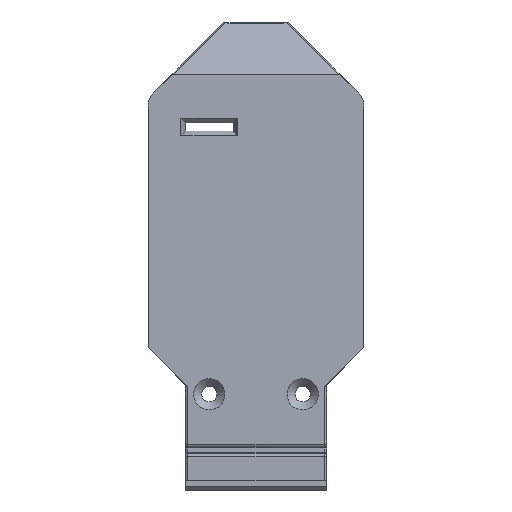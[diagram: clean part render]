
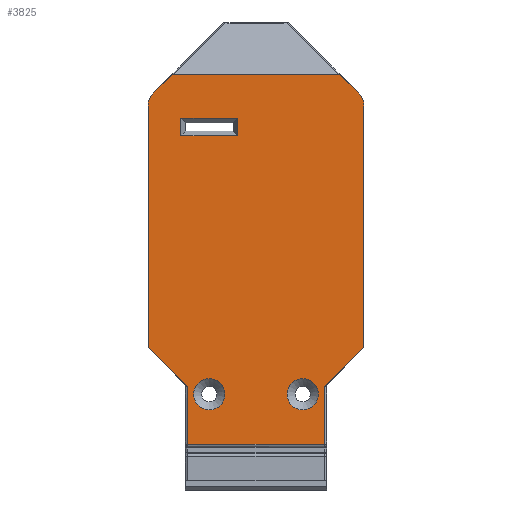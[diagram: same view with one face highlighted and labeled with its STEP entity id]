
A CAD part, front view. The second image highlights one B-rep face of the part: STEP entity #3825.
In plain terms, the highlighted planar face has unit normal (0, -1, 0).
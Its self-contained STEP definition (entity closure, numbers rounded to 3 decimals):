
#229=FACE_BOUND('',#485,.T.);
#230=FACE_BOUND('',#486,.T.);
#231=FACE_BOUND('',#487,.T.);
#247=FACE_OUTER_BOUND('',#484,.T.);
#484=EDGE_LOOP('',(#2544,#2545,#2546,#2547,#2548,#2549,#2550,#2551,#2552,
#2553,#2554,#2555,#2556,#2557));
#485=EDGE_LOOP('',(#2558,#2559,#2560,#2561));
#486=EDGE_LOOP('',(#2562));
#487=EDGE_LOOP('',(#2563));
#739=ELLIPSE('',#4078,0.756,0.5);
#740=ELLIPSE('',#4079,0.756,0.5);
#757=CIRCLE('',#4077,4.);
#758=CIRCLE('',#4080,4.);
#759=CIRCLE('',#4081,3.35);
#760=CIRCLE('',#4082,3.35);
#913=LINE('',#5536,#1254);
#914=LINE('',#5538,#1255);
#915=LINE('',#5540,#1256);
#916=LINE('',#5542,#1257);
#917=LINE('',#5544,#1258);
#918=LINE('',#5546,#1259);
#919=LINE('',#5550,#1260);
#920=LINE('',#5554,#1261);
#921=LINE('',#5558,#1262);
#922=LINE('',#5561,#1263);
#923=LINE('',#5564,#1264);
#924=LINE('',#5566,#1265);
#925=LINE('',#5568,#1266);
#926=LINE('',#5569,#1267);
#1254=VECTOR('',#4451,12.021);
#1255=VECTOR('',#4452,12.25);
#1256=VECTOR('',#4453,29.2);
#1257=VECTOR('',#4454,12.25);
#1258=VECTOR('',#4455,12.021);
#1259=VECTOR('',#4456,51.665);
#1260=VECTOR('',#4459,5.105);
#1261=VECTOR('',#4462,35.429);
#1262=VECTOR('',#4465,5.105);
#1263=VECTOR('',#4468,51.665);
#1264=VECTOR('',#4469,3.8);
#1265=VECTOR('',#4470,12.2);
#1266=VECTOR('',#4471,3.8);
#1267=VECTOR('',#4472,12.2);
#1595=VERTEX_POINT('',#5534);
#1596=VERTEX_POINT('',#5535);
#1597=VERTEX_POINT('',#5537);
#1598=VERTEX_POINT('',#5539);
#1599=VERTEX_POINT('',#5541);
#1600=VERTEX_POINT('',#5543);
#1601=VERTEX_POINT('',#5545);
#1602=VERTEX_POINT('',#5547);
#1603=VERTEX_POINT('',#5549);
#1604=VERTEX_POINT('',#5551);
#1605=VERTEX_POINT('',#5553);
#1606=VERTEX_POINT('',#5555);
#1607=VERTEX_POINT('',#5557);
#1608=VERTEX_POINT('',#5559);
#1609=VERTEX_POINT('',#5562);
#1610=VERTEX_POINT('',#5563);
#1611=VERTEX_POINT('',#5565);
#1612=VERTEX_POINT('',#5567);
#1613=VERTEX_POINT('',#5570);
#1614=VERTEX_POINT('',#5572);
#1953=EDGE_CURVE('',#1595,#1596,#913,.T.);
#1954=EDGE_CURVE('',#1597,#1596,#914,.T.);
#1955=EDGE_CURVE('',#1597,#1598,#915,.T.);
#1956=EDGE_CURVE('',#1599,#1598,#916,.T.);
#1957=EDGE_CURVE('',#1599,#1600,#917,.T.);
#1958=EDGE_CURVE('',#1601,#1600,#918,.T.);
#1959=EDGE_CURVE('',#1601,#1602,#757,.T.);
#1960=EDGE_CURVE('',#1602,#1603,#919,.T.);
#1961=EDGE_CURVE('',#1603,#1604,#739,.T.);
#1962=EDGE_CURVE('',#1605,#1604,#920,.T.);
#1963=EDGE_CURVE('',#1605,#1606,#740,.T.);
#1964=EDGE_CURVE('',#1606,#1607,#921,.T.);
#1965=EDGE_CURVE('',#1607,#1608,#758,.T.);
#1966=EDGE_CURVE('',#1608,#1595,#922,.T.);
#1967=EDGE_CURVE('',#1609,#1610,#923,.T.);
#1968=EDGE_CURVE('',#1610,#1611,#924,.T.);
#1969=EDGE_CURVE('',#1611,#1612,#925,.T.);
#1970=EDGE_CURVE('',#1612,#1609,#926,.T.);
#1971=EDGE_CURVE('',#1613,#1613,#759,.T.);
#1972=EDGE_CURVE('',#1614,#1614,#760,.T.);
#2544=ORIENTED_EDGE('',*,*,#1953,.T.);
#2545=ORIENTED_EDGE('',*,*,#1954,.F.);
#2546=ORIENTED_EDGE('',*,*,#1955,.T.);
#2547=ORIENTED_EDGE('',*,*,#1956,.F.);
#2548=ORIENTED_EDGE('',*,*,#1957,.T.);
#2549=ORIENTED_EDGE('',*,*,#1958,.F.);
#2550=ORIENTED_EDGE('',*,*,#1959,.T.);
#2551=ORIENTED_EDGE('',*,*,#1960,.T.);
#2552=ORIENTED_EDGE('',*,*,#1961,.T.);
#2553=ORIENTED_EDGE('',*,*,#1962,.F.);
#2554=ORIENTED_EDGE('',*,*,#1963,.T.);
#2555=ORIENTED_EDGE('',*,*,#1964,.T.);
#2556=ORIENTED_EDGE('',*,*,#1965,.T.);
#2557=ORIENTED_EDGE('',*,*,#1966,.T.);
#2558=ORIENTED_EDGE('',*,*,#1967,.T.);
#2559=ORIENTED_EDGE('',*,*,#1968,.T.);
#2560=ORIENTED_EDGE('',*,*,#1969,.T.);
#2561=ORIENTED_EDGE('',*,*,#1970,.T.);
#2562=ORIENTED_EDGE('',*,*,#1971,.T.);
#2563=ORIENTED_EDGE('',*,*,#1972,.T.);
#3726=PLANE('',#4076);
#3825=ADVANCED_FACE('',(#247,#229,#230,#231),#3726,.F.);
#4076=AXIS2_PLACEMENT_3D('',#5533,#4449,#4450);
#4077=AXIS2_PLACEMENT_3D('',#5548,#4457,#4458);
#4078=AXIS2_PLACEMENT_3D('',#5552,#4460,#4461);
#4079=AXIS2_PLACEMENT_3D('',#5556,#4463,#4464);
#4080=AXIS2_PLACEMENT_3D('',#5560,#4466,#4467);
#4081=AXIS2_PLACEMENT_3D('',#5571,#4473,#4474);
#4082=AXIS2_PLACEMENT_3D('',#5573,#4475,#4476);
#4449=DIRECTION('center_axis',(0.,1.,0.));
#4450=DIRECTION('ref_axis',(1.,0.,0.));
#4451=DIRECTION('',(0.707,0.,-0.707));
#4452=DIRECTION('',(0.,0.,1.));
#4453=DIRECTION('',(1.,0.,0.));
#4454=DIRECTION('',(0.,0.,-1.));
#4455=DIRECTION('',(0.707,0.,0.707));
#4456=DIRECTION('',(0.,0.,-1.));
#4457=DIRECTION('center_axis',(0.,-1.,0.));
#4458=DIRECTION('ref_axis',(1.,0.,0.));
#4459=DIRECTION('',(-0.707,0.,0.707));
#4460=DIRECTION('center_axis',(0.,-1.,0.));
#4461=DIRECTION('ref_axis',(-0.707,0.,0.707));
#4462=DIRECTION('',(1.,0.,0.));
#4463=DIRECTION('center_axis',(0.,-1.,0.));
#4464=DIRECTION('ref_axis',(0.707,0.,0.707));
#4465=DIRECTION('',(-0.707,0.,-0.707));
#4466=DIRECTION('center_axis',(0.,-1.,0.));
#4467=DIRECTION('ref_axis',(-0.707,0.,0.707));
#4468=DIRECTION('',(0.,0.,-1.));
#4469=DIRECTION('',(0.,0.,-1.));
#4470=DIRECTION('',(-1.,0.,0.));
#4471=DIRECTION('',(0.,0.,1.));
#4472=DIRECTION('',(1.,0.,0.));
#4473=DIRECTION('center_axis',(0.,1.,0.));
#4474=DIRECTION('ref_axis',(0.,0.,1.));
#4475=DIRECTION('center_axis',(0.,1.,0.));
#4476=DIRECTION('ref_axis',(0.,0.,1.));
#5533=CARTESIAN_POINT('Origin',(0.,-11.5,0.));
#5534=CARTESIAN_POINT('',(-23.1,-11.5,65.));
#5535=CARTESIAN_POINT('',(-14.6,-11.5,56.5));
#5536=CARTESIAN_POINT('',(-23.1,-11.5,65.));
#5537=CARTESIAN_POINT('',(-14.6,-11.5,44.25));
#5538=CARTESIAN_POINT('',(-14.6,-11.5,44.25));
#5539=CARTESIAN_POINT('',(14.6,-11.5,44.25));
#5540=CARTESIAN_POINT('',(-14.6,-11.5,44.25));
#5541=CARTESIAN_POINT('',(14.6,-11.5,56.5));
#5542=CARTESIAN_POINT('',(14.6,-11.5,56.5));
#5543=CARTESIAN_POINT('',(23.1,-11.5,65.));
#5544=CARTESIAN_POINT('',(14.6,-11.5,56.5));
#5545=CARTESIAN_POINT('',(23.1,-11.5,116.665));
#5546=CARTESIAN_POINT('',(23.1,-11.5,116.665));
#5547=CARTESIAN_POINT('',(21.928,-11.5,119.493));
#5548=CARTESIAN_POINT('Origin',(19.1,-11.5,116.665));
#5549=CARTESIAN_POINT('',(18.318,-11.5,123.103));
#5550=CARTESIAN_POINT('',(21.928,-11.5,119.493));
#5551=CARTESIAN_POINT('',(17.714,-11.5,123.39));
#5552=CARTESIAN_POINT('Origin',(17.965,-11.5,122.749));
#5553=CARTESIAN_POINT('',(-17.714,-11.5,123.39));
#5554=CARTESIAN_POINT('',(-17.714,-11.5,123.39));
#5555=CARTESIAN_POINT('',(-18.318,-11.5,123.103));
#5556=CARTESIAN_POINT('Origin',(-17.965,-11.5,122.749));
#5557=CARTESIAN_POINT('',(-21.928,-11.5,119.493));
#5558=CARTESIAN_POINT('',(-18.318,-11.5,123.103));
#5559=CARTESIAN_POINT('',(-23.1,-11.5,116.665));
#5560=CARTESIAN_POINT('Origin',(-19.1,-11.5,116.665));
#5561=CARTESIAN_POINT('',(-23.1,-11.5,116.665));
#5562=CARTESIAN_POINT('',(-3.9,-11.5,114.093));
#5563=CARTESIAN_POINT('',(-3.9,-11.5,110.293));
#5564=CARTESIAN_POINT('',(-3.9,-11.5,114.093));
#5565=CARTESIAN_POINT('',(-16.1,-11.5,110.293));
#5566=CARTESIAN_POINT('',(-3.9,-11.5,110.293));
#5567=CARTESIAN_POINT('',(-16.1,-11.5,114.093));
#5568=CARTESIAN_POINT('',(-16.1,-11.5,110.293));
#5569=CARTESIAN_POINT('',(-16.1,-11.5,114.093));
#5570=CARTESIAN_POINT('',(-10.,-11.5,58.35));
#5571=CARTESIAN_POINT('Origin',(-10.,-11.5,55.));
#5572=CARTESIAN_POINT('',(10.,-11.5,58.35));
#5573=CARTESIAN_POINT('Origin',(10.,-11.5,55.));
